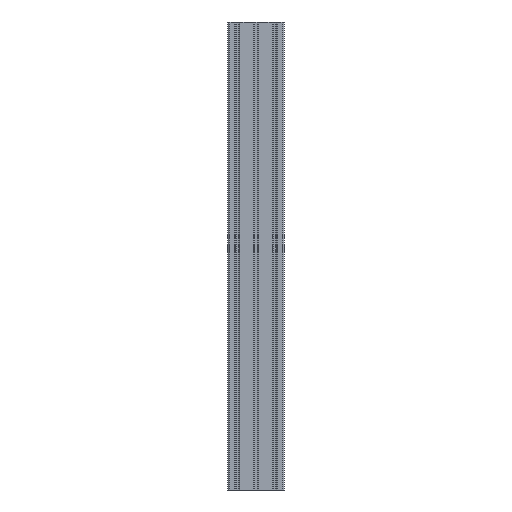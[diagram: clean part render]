
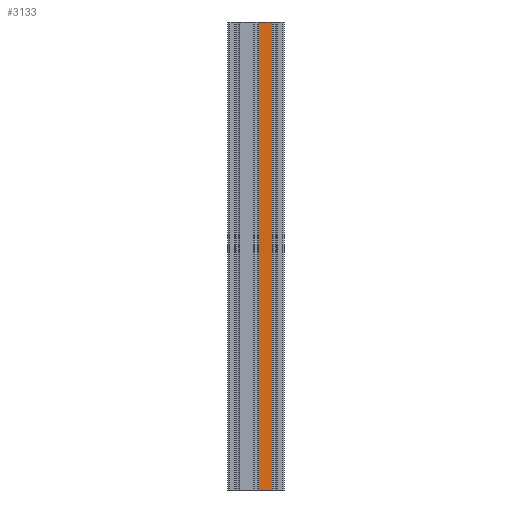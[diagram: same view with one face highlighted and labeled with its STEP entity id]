
A CAD part, front view. The second image highlights one B-rep face of the part: STEP entity #3133.
In plain terms, the highlighted planar face has unit normal (0, -1, 0).
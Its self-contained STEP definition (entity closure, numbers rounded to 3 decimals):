
#366=FACE_OUTER_BOUND($,#532,.T.);
#532=EDGE_LOOP($,(#2212,#2213,#2214,#2215));
#738=LINE($,#4885,#1026);
#739=LINE($,#4888,#1027);
#740=LINE($,#4890,#1028);
#741=LINE($,#4891,#1029);
#1026=VECTOR($,#3875,1000.);
#1027=VECTOR($,#3878,29.);
#1028=VECTOR($,#3879,29.);
#1029=VECTOR($,#3880,1000.);
#1324=VERTEX_POINT($,#4881);
#1325=VERTEX_POINT($,#4883);
#1326=VERTEX_POINT($,#4887);
#1327=VERTEX_POINT($,#4889);
#1688=EDGE_CURVE($,#1324,#1325,#738,.T.);
#1689=EDGE_CURVE($,#1326,#1324,#739,.T.);
#1690=EDGE_CURVE($,#1327,#1325,#740,.T.);
#1691=EDGE_CURVE($,#1326,#1327,#741,.T.);
#2212=ORIENTED_EDGE($,*,*,#1689,.T.);
#2213=ORIENTED_EDGE($,*,*,#1688,.T.);
#2214=ORIENTED_EDGE($,*,*,#1690,.F.);
#2215=ORIENTED_EDGE($,*,*,#1691,.F.);
#3043=PLANE($,#3349);
#3133=ADVANCED_FACE($,(#366),#3043,.T.);
#3349=AXIS2_PLACEMENT_3D($,#4886,#3876,#3877);
#3875=DIRECTION($,(0.,0.,1.));
#3876=DIRECTION('center_axis',(0.,-1.,0.));
#3877=DIRECTION('ref_axis',(1.,0.,0.));
#3878=DIRECTION($,(1.,0.,0.));
#3879=DIRECTION($,(1.,0.,0.));
#3880=DIRECTION($,(0.,0.,1.));
#4881=CARTESIAN_POINT('',(29.,-40.,0.));
#4883=CARTESIAN_POINT('',(29.,-40.,1000.));
#4885=CARTESIAN_POINT($,(29.,-40.,0.));
#4886=CARTESIAN_POINT('Origin',(0.,-40.,
0.));
#4887=CARTESIAN_POINT('',(0.,-40.,0.));
#4888=CARTESIAN_POINT($,(0.,-40.,0.));
#4889=CARTESIAN_POINT('',(0.,-40.,1000.));
#4890=CARTESIAN_POINT($,(0.,-40.,1000.));
#4891=CARTESIAN_POINT($,(0.,-40.,0.));
